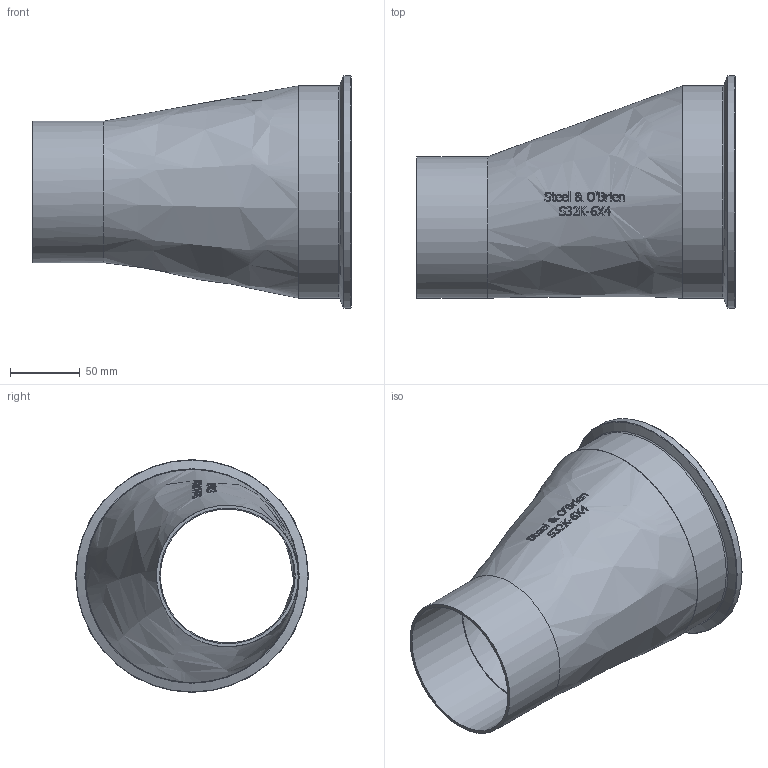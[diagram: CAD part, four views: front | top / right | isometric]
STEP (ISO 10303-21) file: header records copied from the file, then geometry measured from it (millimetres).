
FILE_DESCRIPTION(/* description */ (''),/* implementation_level */ '2;1');
FILE_NAME(/* name */ 'S32K-6X4.stp',/* time_stamp */ '2018-11-28T10:10:47-05:00',/* author */ ('rick'),/* organization */ (''),/* preprocessor_version */ 'ST-DEVELOPER v15.2',/* originating_system */ 'Autodesk Inventor 2014',/* authorisation */ '');
FILE_SCHEMA (('AUTOMOTIVE_DESIGN { 1 0 10303 214 3 1 1 }'));
Length unit declared in the file: inch
Products named in the file (1): S32K-6X4
Bounding box: 228.6 x 166.88 x 166.88 mm (x, y, z)
Volume: 257291.2 mm3; surface area: 188652.9 mm2
Topology: 1 solids, 1 shells, 394 faces, 1081 edges, 718 vertices
Faces by surface type: bspline 229, plane 148, torus 9, cylinder 5, cone 3
Full cylindrical faces by diameter (mm): 97.384 x1, 101.6 x1, 146.863 x1, 152.4 x1, 166.878 x1
Entity records: 16254 total; most frequent: CARTESIAN_POINT 8047, ORIENTED_EDGE 2126, EDGE_CURVE 1063, DIRECTION 907, VERTEX_POINT 717, B_SPLINE_CURVE_WITH_KNOTS 554, EDGE_LOOP 442, ADVANCED_FACE 394
